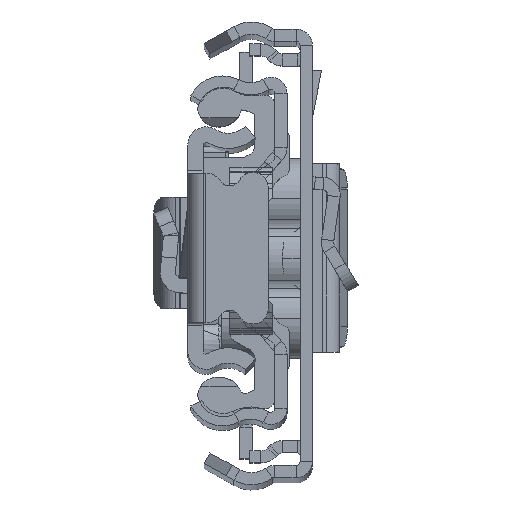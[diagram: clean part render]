
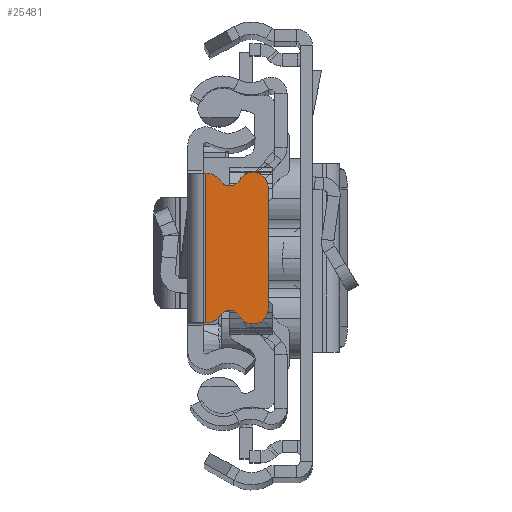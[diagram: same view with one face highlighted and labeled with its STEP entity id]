
A CAD part, top view. The second image highlights one B-rep face of the part: STEP entity #25481.
In plain terms, the highlighted planar face has unit normal (0, 0, 1).
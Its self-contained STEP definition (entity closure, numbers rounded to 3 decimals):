
#71 = VERTEX_POINT ( 'NONE', #12278 ) ;
#128 = DIRECTION ( 'NONE',  ( 0., 0., 1. ) ) ;
#576 = ORIENTED_EDGE ( 'NONE', *, *, #19311, .F. ) ;
#750 = DIRECTION ( 'NONE',  ( 0., 0., -1. ) ) ;
#1394 = ORIENTED_EDGE ( 'NONE', *, *, #25049, .T. ) ;
#1933 = DIRECTION ( 'NONE',  ( -1., 0., 0. ) ) ;
#2302 = ORIENTED_EDGE ( 'NONE', *, *, #19425, .T. ) ;
#2332 = ORIENTED_EDGE ( 'NONE', *, *, #21334, .T. ) ;
#2575 = EDGE_CURVE ( 'NONE', #2856, #13792, #5345, .T. ) ;
#2705 = CARTESIAN_POINT ( 'NONE',  ( -7.929, 6., 0. ) ) ;
#2856 = VERTEX_POINT ( 'NONE', #16849 ) ;
#3372 = EDGE_CURVE ( 'NONE', #5051, #71, #19448, .T. ) ;
#3427 = ORIENTED_EDGE ( 'NONE', *, *, #3372, .T. ) ;
#3686 = LINE ( 'NONE', #21947, #9412 ) ;
#3726 = DIRECTION ( 'NONE',  ( -1., 0., 0. ) ) ;
#4621 = CARTESIAN_POINT ( 'NONE',  ( -4.142, 7.236, 0. ) ) ;
#5051 = VERTEX_POINT ( 'NONE', #2705 ) ;
#5345 = CIRCLE ( 'NONE', #5762, 1.5 ) ;
#5469 = CARTESIAN_POINT ( 'NONE',  ( -6.429, 6., 0. ) ) ;
#5517 = VECTOR ( 'NONE', #6812, 1000. ) ;
#5538 = CARTESIAN_POINT ( 'NONE',  ( -1.929, -5.87, 0. ) ) ;
#5650 = ORIENTED_EDGE ( 'NONE', *, *, #10203, .T. ) ;
#5762 = AXIS2_PLACEMENT_3D ( 'NONE', #5538, #17400, #19519 ) ;
#5875 = ORIENTED_EDGE ( 'NONE', *, *, #17716, .T. ) ;
#5886 = CIRCLE ( 'NONE', #24195, 1.1 ) ;
#6114 = AXIS2_PLACEMENT_3D ( 'NONE', #26109, #128, #15987 ) ;
#6327 = DIRECTION ( 'NONE',  ( -1., 0., 0. ) ) ;
#6380 = EDGE_LOOP ( 'NONE', ( #23835, #8590, #5650, #2302, #2332, #3427, #5875, #1394, #20653, #576 ) ) ;
#6733 = CARTESIAN_POINT ( 'NONE',  ( -1.75, -7.37, 0. ) ) ;
#6812 = DIRECTION ( 'NONE',  ( 0., -1., 0. ) ) ;
#7087 = VERTEX_POINT ( 'NONE', #8243 ) ;
#7146 = CARTESIAN_POINT ( 'NONE',  ( -1.75, 7.37, 0. ) ) ;
#7181 = AXIS2_PLACEMENT_3D ( 'NONE', #16454, #26308, #18177 ) ;
#7287 = VERTEX_POINT ( 'NONE', #9825 ) ;
#8186 = VERTEX_POINT ( 'NONE', #10291 ) ;
#8243 = CARTESIAN_POINT ( 'NONE',  ( -1.929, 7.37, 0. ) ) ;
#8510 = AXIS2_PLACEMENT_3D ( 'NONE', #5469, #13598, #23216 ) ;
#8590 = ORIENTED_EDGE ( 'NONE', *, *, #18092, .F. ) ;
#9412 = VECTOR ( 'NONE', #14333, 1000. ) ;
#9825 = CARTESIAN_POINT ( 'NONE',  ( -5.109, -6.713, 0. ) ) ;
#10203 = EDGE_CURVE ( 'NONE', #7087, #17285, #23348, .T. ) ;
#10291 = CARTESIAN_POINT ( 'NONE',  ( -5.109, 6.713, 0. ) ) ;
#10860 = VERTEX_POINT ( 'NONE', #6733 ) ;
#12055 = CARTESIAN_POINT ( 'NONE',  ( -1.929, 5.87, 0. ) ) ;
#12278 = CARTESIAN_POINT ( 'NONE',  ( -7.929, -6., 0. ) ) ;
#12444 = PLANE ( 'NONE',  #7181 ) ;
#13099 = VERTEX_POINT ( 'NONE', #7146 ) ;
#13598 = DIRECTION ( 'NONE',  ( 0., 0., 1. ) ) ;
#13601 = VECTOR ( 'NONE', #22085, 1000. ) ;
#13792 = VERTEX_POINT ( 'NONE', #18364 ) ;
#14252 = EDGE_CURVE ( 'NONE', #13099, #10860, #3686, .T. ) ;
#14333 = DIRECTION ( 'NONE',  ( 0., -1., 0. ) ) ;
#14641 = CIRCLE ( 'NONE', #6114, 1.5 ) ;
#15349 = CARTESIAN_POINT ( 'NONE',  ( -7.929, -6., 0. ) ) ;
#15987 = DIRECTION ( 'NONE',  ( 1., 0., 0. ) ) ;
#16216 = CARTESIAN_POINT ( 'NONE',  ( -1.929, -7.37, 0. ) ) ;
#16229 = CARTESIAN_POINT ( 'NONE',  ( -1.929, 7.37, 0. ) ) ;
#16262 = DIRECTION ( 'NONE',  ( 0., 0., -1. ) ) ;
#16454 = CARTESIAN_POINT ( 'NONE',  ( 294.071, 0., 0. ) ) ;
#16849 = CARTESIAN_POINT ( 'NONE',  ( -3.206, -6.658, 0. ) ) ;
#17003 = DIRECTION ( 'NONE',  ( 1., 0., 0. ) ) ;
#17285 = VERTEX_POINT ( 'NONE', #22152 ) ;
#17400 = DIRECTION ( 'NONE',  ( 0., 0., 1. ) ) ;
#17488 = CIRCLE ( 'NONE', #20485, 1.1 ) ;
#17716 = EDGE_CURVE ( 'NONE', #71, #7287, #14641, .T. ) ;
#17875 = CIRCLE ( 'NONE', #8510, 1.5 ) ;
#18092 = EDGE_CURVE ( 'NONE', #7087, #13099, #21960, .T. ) ;
#18177 = DIRECTION ( 'NONE',  ( 1., 0., 0. ) ) ;
#18364 = CARTESIAN_POINT ( 'NONE',  ( -1.929, -7.37, 0. ) ) ;
#19311 = EDGE_CURVE ( 'NONE', #10860, #13792, #26205, .T. ) ;
#19425 = EDGE_CURVE ( 'NONE', #17285, #8186, #17488, .T. ) ;
#19448 = LINE ( 'NONE', #15349, #5517 ) ;
#19519 = DIRECTION ( 'NONE',  ( 1., 0., 0. ) ) ;
#20192 = DIRECTION ( 'NONE',  ( 0., 0., 1. ) ) ;
#20257 = CARTESIAN_POINT ( 'NONE',  ( -4.142, -7.236, 0. ) ) ;
#20485 = AXIS2_PLACEMENT_3D ( 'NONE', #4621, #750, #17003 ) ;
#20577 = FACE_OUTER_BOUND ( 'NONE', #6380, .T. ) ;
#20653 = ORIENTED_EDGE ( 'NONE', *, *, #2575, .T. ) ;
#21334 = EDGE_CURVE ( 'NONE', #8186, #5051, #17875, .T. ) ;
#21947 = CARTESIAN_POINT ( 'NONE',  ( -1.75, 0., 0. ) ) ;
#21960 = LINE ( 'NONE', #16229, #13601 ) ;
#22085 = DIRECTION ( 'NONE',  ( 1., 0., 0. ) ) ;
#22152 = CARTESIAN_POINT ( 'NONE',  ( -3.206, 6.658, 0. ) ) ;
#23216 = DIRECTION ( 'NONE',  ( -1., 0., 0. ) ) ;
#23348 = CIRCLE ( 'NONE', #24632, 1.5 ) ;
#23471 = VECTOR ( 'NONE', #6327, 1000. ) ;
#23835 = ORIENTED_EDGE ( 'NONE', *, *, #14252, .F. ) ;
#24195 = AXIS2_PLACEMENT_3D ( 'NONE', #20257, #16262, #3726 ) ;
#24632 = AXIS2_PLACEMENT_3D ( 'NONE', #12055, #20192, #1933 ) ;
#25049 = EDGE_CURVE ( 'NONE', #7287, #2856, #5886, .T. ) ;
#25481 = ADVANCED_FACE ( 'NONE', ( #20577 ), #12444, .T. ) ;
#26109 = CARTESIAN_POINT ( 'NONE',  ( -6.429, -6., 0. ) ) ;
#26205 = LINE ( 'NONE', #16216, #23471 ) ;
#26308 = DIRECTION ( 'NONE',  ( 0., 0., 1. ) ) ;
